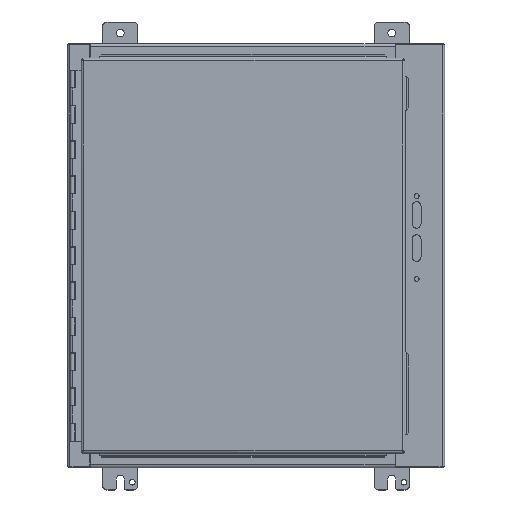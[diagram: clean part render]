
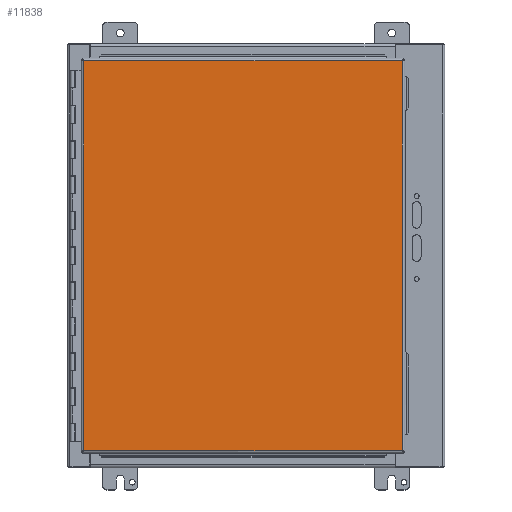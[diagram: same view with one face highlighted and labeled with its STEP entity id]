
A CAD part, top view. The second image highlights one B-rep face of the part: STEP entity #11838.
In plain terms, the highlighted planar face has unit normal (0, 0, 1).
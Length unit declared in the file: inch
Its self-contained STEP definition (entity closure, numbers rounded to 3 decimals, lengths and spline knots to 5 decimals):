
#1426=FACE_OUTER_BOUND('',#2098,.T.);
#2098=EDGE_LOOP('',(#9760,#9761,#9762,#9763));
#3215=LINE('',#19499,#4352);
#3221=LINE('',#19580,#4358);
#3227=LINE('',#19662,#4364);
#3234=LINE('',#19743,#4371);
#4352=VECTOR('',#15468,22.0695);
#4358=VECTOR('',#15482,18.03825);
#4364=VECTOR('',#15496,22.0695);
#4371=VECTOR('',#15513,18.03825);
#5335=VERTEX_POINT('',#19490);
#5336=VERTEX_POINT('',#19498);
#5339=VERTEX_POINT('',#19572);
#5343=VERTEX_POINT('',#19654);
#6813=EDGE_CURVE('',#5336,#5335,#3215,.T.);
#6823=EDGE_CURVE('',#5335,#5339,#3221,.T.);
#6833=EDGE_CURVE('',#5339,#5343,#3227,.T.);
#6844=EDGE_CURVE('',#5343,#5336,#3234,.T.);
#9760=ORIENTED_EDGE('',*,*,#6813,.T.);
#9761=ORIENTED_EDGE('',*,*,#6823,.T.);
#9762=ORIENTED_EDGE('',*,*,#6833,.T.);
#9763=ORIENTED_EDGE('',*,*,#6844,.T.);
#10733=PLANE('',#12743);
#11838=ADVANCED_FACE('',(#1426),#10733,.T.);
#12743=AXIS2_PLACEMENT_3D('',#19811,#15523,#15524);
#15468=DIRECTION('',(0.,1.,0.));
#15482=DIRECTION('',(-1.,0.,0.));
#15496=DIRECTION('',(0.,-1.,0.));
#15513=DIRECTION('',(1.,0.,0.));
#15523=DIRECTION('center_axis',(0.,0.,1.));
#15524=DIRECTION('ref_axis',(1.,0.,0.));
#19490=CARTESIAN_POINT('',(18.191,22.22225,0.059));
#19498=CARTESIAN_POINT('',(18.191,0.15275,0.059));
#19499=CARTESIAN_POINT('',(18.191,5.67013,0.059));
#19572=CARTESIAN_POINT('',(0.15275,22.22225,0.059));
#19580=CARTESIAN_POINT('',(13.68144,22.22225,0.059));
#19654=CARTESIAN_POINT('',(0.15275,0.15275,0.059));
#19662=CARTESIAN_POINT('',(0.15275,16.70488,0.059));
#19743=CARTESIAN_POINT('',(4.66231,0.15275,0.059));
#19811=CARTESIAN_POINT('Origin',(9.17188,11.1875,0.059));
